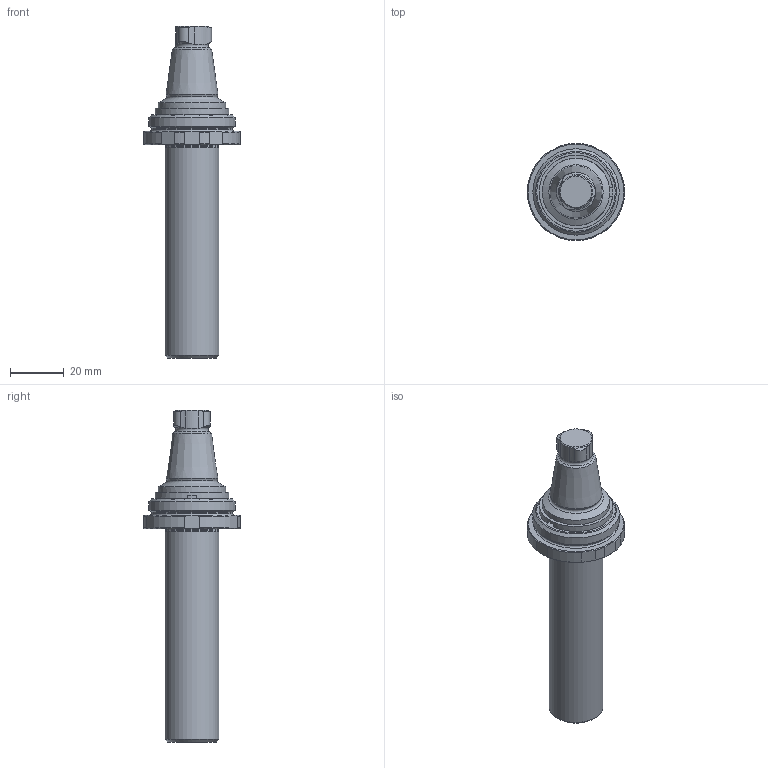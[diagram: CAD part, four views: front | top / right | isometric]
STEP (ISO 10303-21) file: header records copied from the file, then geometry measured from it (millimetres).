
FILE_DESCRIPTION(/* description */ ('Unknown'),/* implementation_level */ '2;1');
FILE_NAME(/* name */ '339120000',/* time_stamp */ '2020-07-10T12:00:10+02:00',/* author */ ('WTO KS'),/* organization */ ('WTO'),/* preprocessor_version */ 'ST-DEVELOPER v16.7',/* originating_system */ 'DEX',/* authorisation */ $);
FILE_SCHEMA (('AUTOMOTIVE_DESIGN {1 0 10303 214 3 1 1}'));
Length unit declared in the file: millimetre
Products named in the file (1): 090362_339120000_vereinfacht_STP_00415640
Bounding box: 35.6 x 35.6 x 123 mm (x, y, z)
Volume: 42682.3 mm3; surface area: 10506 mm2
Topology: 1 solids, 1 shells, 77 faces, 192 edges, 119 vertices
Faces by surface type: cylinder 29, plane 23, cone 18, torus 7
Full cylindrical faces by diameter (mm): 4 x1, 19.8 x1, 20 x1, 22.8 x1, 23 x1, 25 x1, 27.3 x1, 30.1 x1, 32 x1
Entity records: 2144 total; most frequent: CARTESIAN_POINT 481, DIRECTION 336, ORIENTED_EDGE 310, EDGE_CURVE 155, AXIS2_PLACEMENT_3D 145, VERTEX_POINT 110, EDGE_LOOP 109, FACE_BOUND 109
